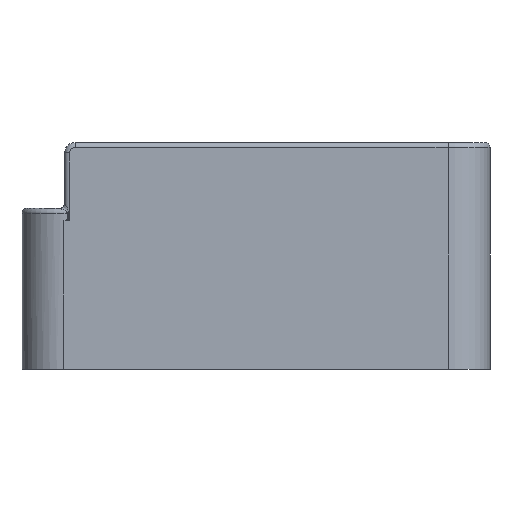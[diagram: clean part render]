
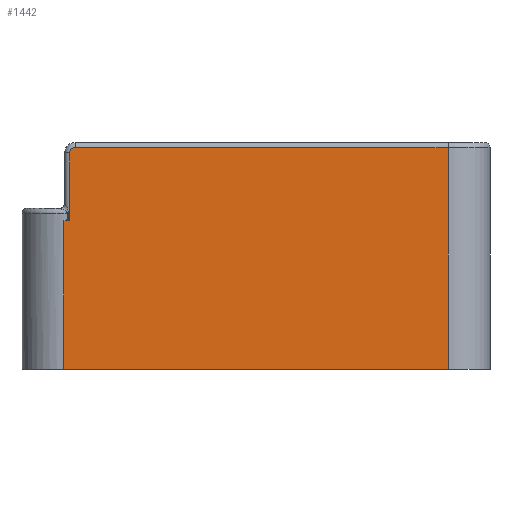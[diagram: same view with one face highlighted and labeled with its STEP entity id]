
A CAD part, left-side view. The second image highlights one B-rep face of the part: STEP entity #1442.
In plain terms, the highlighted planar face has unit normal (-1, 0, 0).
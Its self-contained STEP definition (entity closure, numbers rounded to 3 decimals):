
#53=PLANE('',#1617);
#71=LINE('',#2158,#162);
#78=LINE('',#2188,#169);
#144=LINE('',#2738,#235);
#145=LINE('',#2746,#236);
#147=LINE('',#2771,#238);
#148=LINE('',#2773,#239);
#162=VECTOR('',#1689,1000.);
#169=VECTOR('',#1714,1000.);
#235=VECTOR('',#1990,1000.);
#236=VECTOR('',#2001,1000.);
#238=VECTOR('',#2027,1000.);
#239=VECTOR('',#2030,1000.);
#344=CIRCLE('',#1603,0.406);
#752=ORIENTED_EDGE('',*,*,#834,.T.);
#753=ORIENTED_EDGE('',*,*,#993,.T.);
#754=ORIENTED_EDGE('',*,*,#820,.F.);
#755=ORIENTED_EDGE('',*,*,#983,.T.);
#756=ORIENTED_EDGE('',*,*,#982,.F.);
#757=ORIENTED_EDGE('',*,*,#979,.F.);
#758=ORIENTED_EDGE('',*,*,#992,.T.);
#820=EDGE_CURVE('',#1027,#1028,#71,.T.);
#834=EDGE_CURVE('',#1037,#1036,#78,.T.);
#979=EDGE_CURVE('',#1117,#1118,#144,.T.);
#982=EDGE_CURVE('',#1118,#1119,#344,.T.);
#983=EDGE_CURVE('',#1027,#1119,#145,.T.);
#992=EDGE_CURVE('',#1117,#1037,#147,.T.);
#993=EDGE_CURVE('',#1036,#1028,#148,.T.);
#1027=VERTEX_POINT('',#2159);
#1028=VERTEX_POINT('',#2160);
#1036=VERTEX_POINT('',#2187);
#1037=VERTEX_POINT('',#2189);
#1117=VERTEX_POINT('',#2737);
#1118=VERTEX_POINT('',#2739);
#1119=VERTEX_POINT('',#2743);
#1238=EDGE_LOOP('',(#752,#753,#754,#755,#756,#757,#758));
#1335=FACE_BOUND('',#1238,.T.);
#1442=ADVANCED_FACE('',(#1335),#53,.F.);
#1603=AXIS2_PLACEMENT_3D('',#2744,#1997,#1998);
#1617=AXIS2_PLACEMENT_3D('',#2772,#2028,#2029);
#1689=DIRECTION('',(0.,0.,-1.));
#1714=DIRECTION('',(0.,0.,-1.));
#1990=DIRECTION('',(0.,0.,1.));
#1997=DIRECTION('',(1.,0.,0.));
#1998=DIRECTION('',(0.,0.,-1.));
#2001=DIRECTION('',(0.,1.,0.));
#2027=DIRECTION('',(0.,1.,0.));
#2028=DIRECTION('',(1.,0.,0.));
#2029=DIRECTION('',(0.,0.,-1.));
#2030=DIRECTION('',(0.,-1.,0.));
#2158=CARTESIAN_POINT('',(-17.958,-14.529,17.221));
#2159=CARTESIAN_POINT('',(-17.958,-14.529,16.79));
#2160=CARTESIAN_POINT('',(-17.958,-14.529,0.));
#2187=CARTESIAN_POINT('',(-17.958,14.529,0.));
#2188=CARTESIAN_POINT('',(-17.958,14.529,17.221));
#2189=CARTESIAN_POINT('',(-17.958,14.529,11.269));
#2737=CARTESIAN_POINT('',(-17.958,14.097,11.269));
#2738=CARTESIAN_POINT('',(-17.958,14.097,13.08));
#2739=CARTESIAN_POINT('',(-17.958,14.097,16.384));
#2743=CARTESIAN_POINT('',(-17.958,13.691,16.79));
#2744=CARTESIAN_POINT('',(-17.958,13.691,16.384));
#2746=CARTESIAN_POINT('',(-17.958,-17.704,16.79));
#2771=CARTESIAN_POINT('',(-17.958,-17.704,11.269));
#2772=CARTESIAN_POINT('',(-17.958,-17.704,17.221));
#2773=CARTESIAN_POINT('',(-17.958,50.684,0.));
